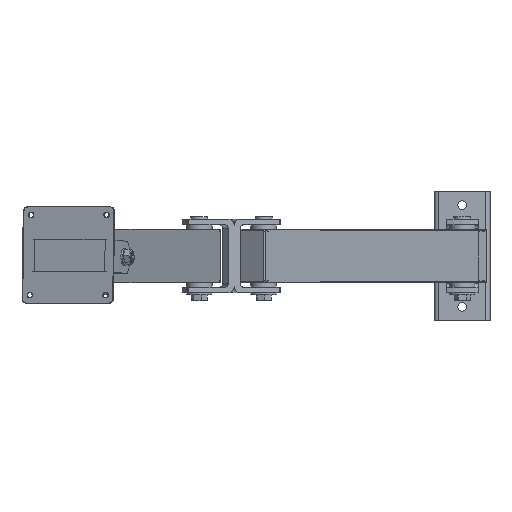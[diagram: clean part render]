
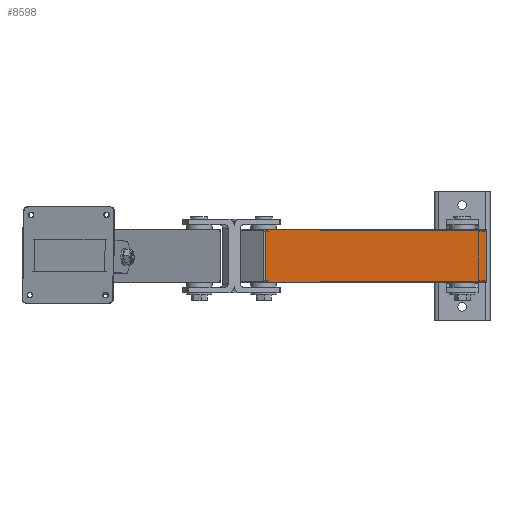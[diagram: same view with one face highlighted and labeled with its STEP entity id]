
A CAD part, front view. The second image highlights one B-rep face of the part: STEP entity #8598.
In plain terms, the highlighted face is planar.
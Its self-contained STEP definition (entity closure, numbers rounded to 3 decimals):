
#496=PLANE('',#9793);
#1058=FACE_OUTER_BOUND('',#1640,.T.);
#1640=EDGE_LOOP('',(#7081,#7082,#7083,#7084,#7085,#7086,#7087,#7088,#7089,
#7090,#7091,#7092));
#2227=LINE('',#14271,#2881);
#2245=LINE('',#14308,#2899);
#2250=LINE('',#14323,#2904);
#2251=LINE('',#14327,#2905);
#2289=LINE('',#14529,#2943);
#2293=LINE('',#14642,#2947);
#2294=LINE('',#14647,#2948);
#2306=LINE('',#14671,#2960);
#2307=LINE('',#14673,#2961);
#2311=LINE('',#14802,#2965);
#2316=LINE('',#14913,#2970);
#2317=LINE('',#14915,#2971);
#2881=VECTOR('',#11549,348.);
#2899=VECTOR('',#11569,348.);
#2904=VECTOR('',#11586,2.);
#2905=VECTOR('',#11591,2.);
#2943=VECTOR('',#11695,46.);
#2947=VECTOR('',#11727,3.);
#2948=VECTOR('',#11734,3.);
#2960=VECTOR('',#11752,2.);
#2961=VECTOR('',#11755,2.);
#2965=VECTOR('',#11815,46.);
#2970=VECTOR('',#11842,3.);
#2971=VECTOR('',#11845,3.);
#4082=VERTEX_POINT('',#14268);
#4083=VERTEX_POINT('',#14270);
#4100=VERTEX_POINT('',#14305);
#4101=VERTEX_POINT('',#14307);
#4105=VERTEX_POINT('',#14321);
#4106=VERTEX_POINT('',#14325);
#4143=VERTEX_POINT('',#14516);
#4147=VERTEX_POINT('',#14528);
#4152=VERTEX_POINT('',#14641);
#4153=VERTEX_POINT('',#14645);
#4165=VERTEX_POINT('',#14745);
#4169=VERTEX_POINT('',#14801);
#5052=EDGE_CURVE('',#4083,#4082,#2227,.T.);
#5070=EDGE_CURVE('',#4100,#4101,#2245,.T.);
#5078=EDGE_CURVE('',#4101,#4105,#2250,.T.);
#5080=EDGE_CURVE('',#4106,#4082,#2251,.T.);
#5135=EDGE_CURVE('',#4147,#4143,#2289,.T.);
#5148=EDGE_CURVE('',#4152,#4147,#2293,.T.);
#5151=EDGE_CURVE('',#4153,#4143,#2294,.T.);
#5163=EDGE_CURVE('',#4153,#4083,#2306,.T.);
#5164=EDGE_CURVE('',#4100,#4152,#2307,.T.);
#5184=EDGE_CURVE('',#4165,#4169,#2311,.T.);
#5197=EDGE_CURVE('',#4105,#4169,#2316,.T.);
#5198=EDGE_CURVE('',#4106,#4165,#2317,.T.);
#7081=ORIENTED_EDGE('',*,*,#5184,.T.);
#7082=ORIENTED_EDGE('',*,*,#5197,.F.);
#7083=ORIENTED_EDGE('',*,*,#5078,.F.);
#7084=ORIENTED_EDGE('',*,*,#5070,.F.);
#7085=ORIENTED_EDGE('',*,*,#5164,.T.);
#7086=ORIENTED_EDGE('',*,*,#5148,.T.);
#7087=ORIENTED_EDGE('',*,*,#5135,.T.);
#7088=ORIENTED_EDGE('',*,*,#5151,.F.);
#7089=ORIENTED_EDGE('',*,*,#5163,.T.);
#7090=ORIENTED_EDGE('',*,*,#5052,.T.);
#7091=ORIENTED_EDGE('',*,*,#5080,.F.);
#7092=ORIENTED_EDGE('',*,*,#5198,.T.);
#8598=ADVANCED_FACE('',(#1058),#496,.T.);
#9793=AXIS2_PLACEMENT_3D('',#14914,#11843,#11844);
#11549=DIRECTION('',(1.,0.,0.));
#11569=DIRECTION('',(1.,0.,0.));
#11586=DIRECTION('',(0.,0.,-1.));
#11591=DIRECTION('',(0.,0.,-1.));
#11695=DIRECTION('',(0.,0.,-1.));
#11727=DIRECTION('',(-1.,0.,0.));
#11734=DIRECTION('',(-1.,0.,0.));
#11752=DIRECTION('',(0.,0.,-1.));
#11755=DIRECTION('',(0.,0.,-1.));
#11815=DIRECTION('',(0.,0.,1.));
#11842=DIRECTION('',(1.,0.,0.));
#11843=DIRECTION('center_axis',(0.,-1.,0.));
#11844=DIRECTION('ref_axis',(0.,0.,-1.));
#11845=DIRECTION('',(1.,0.,0.));
#14268=CARTESIAN_POINT('',(435.,251.5,-72.5));
#14270=CARTESIAN_POINT('',(87.,251.5,-72.5));
#14271=CARTESIAN_POINT('',(87.,251.5,-72.5));
#14305=CARTESIAN_POINT('',(87.,251.5,-22.5));
#14307=CARTESIAN_POINT('',(435.,251.5,-22.5));
#14308=CARTESIAN_POINT('',(87.,251.5,-22.5));
#14321=CARTESIAN_POINT('',(435.,251.5,-24.5));
#14323=CARTESIAN_POINT('',(435.,251.5,-22.5));
#14325=CARTESIAN_POINT('',(435.,251.5,-70.5));
#14327=CARTESIAN_POINT('',(435.,251.5,-70.5));
#14516=CARTESIAN_POINT('',(84.,251.5,-70.5));
#14528=CARTESIAN_POINT('',(84.,251.5,-24.5));
#14529=CARTESIAN_POINT('',(84.,251.5,-24.5));
#14641=CARTESIAN_POINT('',(87.,251.5,-24.5));
#14642=CARTESIAN_POINT('',(87.,251.5,-24.5));
#14645=CARTESIAN_POINT('',(87.,251.5,-70.5));
#14647=CARTESIAN_POINT('',(87.,251.5,-70.5));
#14671=CARTESIAN_POINT('',(87.,251.5,-70.5));
#14673=CARTESIAN_POINT('',(87.,251.5,-22.5));
#14745=CARTESIAN_POINT('',(438.,251.5,-70.5));
#14801=CARTESIAN_POINT('',(438.,251.5,-24.5));
#14802=CARTESIAN_POINT('',(438.,251.5,-70.5));
#14913=CARTESIAN_POINT('',(435.,251.5,-24.5));
#14914=CARTESIAN_POINT('Origin',(261.,251.5,-72.5));
#14915=CARTESIAN_POINT('',(435.,251.5,-70.5));
